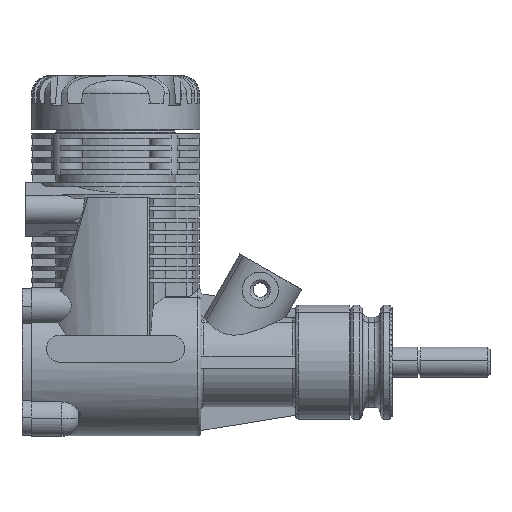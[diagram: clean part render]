
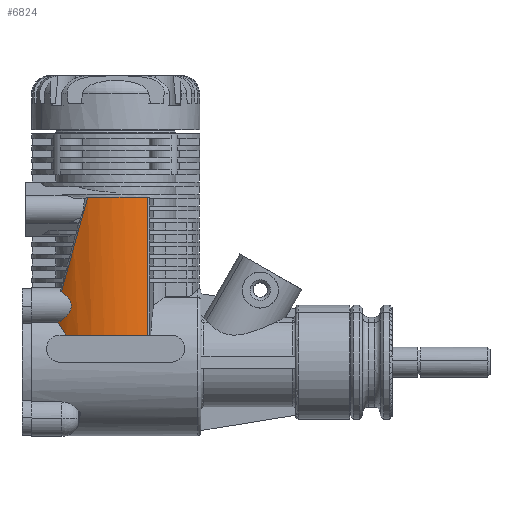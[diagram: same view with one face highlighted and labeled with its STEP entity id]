
A CAD part, front view. The second image highlights one B-rep face of the part: STEP entity #6824.
In plain terms, the highlighted cylindrical face has radius 14.1 mm (diameter 28.2 mm), a partial arc.
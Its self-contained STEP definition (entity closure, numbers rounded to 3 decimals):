
#845=CARTESIAN_POINT('Axis2P3D Location',(0.,0.,0.)) ;
#2082=CARTESIAN_POINT('Cartesian Point',(-8.306,-11.394,4.5)) ;
#2086=CARTESIAN_POINT('Control Point',(-8.306,-11.394,4.5)) ;
#2087=CARTESIAN_POINT('Control Point',(-8.72,-11.092,5.263)) ;
#2088=CARTESIAN_POINT('Control Point',(-9.177,-10.724,5.975)) ;
#2089=CARTESIAN_POINT('Control Point',(-9.637,-10.293,6.643)) ;
#2090=CARTESIAN_POINT('Cartesian Point',(-9.637,-10.293,6.643)) ;
#5564=CARTESIAN_POINT('Control Point',(-7.403,-12.,9.35)) ;
#5565=CARTESIAN_POINT('Control Point',(-7.403,-12.,9.158)) ;
#5566=CARTESIAN_POINT('Control Point',(-7.428,-11.985,8.966)) ;
#5567=CARTESIAN_POINT('Control Point',(-7.478,-11.954,8.78)) ;
#5568=CARTESIAN_POINT('Control Point',(-7.635,-11.855,8.375)) ;
#5569=CARTESIAN_POINT('Control Point',(-7.867,-11.703,8.023)) ;
#5570=CARTESIAN_POINT('Control Point',(-8.013,-11.604,7.84)) ;
#5571=CARTESIAN_POINT('Control Point',(-8.405,-11.328,7.418)) ;
#5572=CARTESIAN_POINT('Control Point',(-8.837,-10.995,7.084)) ;
#5573=CARTESIAN_POINT('Control Point',(-9.102,-10.777,6.91)) ;
#5574=CARTESIAN_POINT('Control Point',(-9.37,-10.542,6.762)) ;
#5575=CARTESIAN_POINT('Control Point',(-9.637,-10.293,6.643)) ;
#5576=CARTESIAN_POINT('Cartesian Point',(-7.403,-12.,9.35)) ;
#5580=CARTESIAN_POINT('Control Point',(-7.403,-12.,9.35)) ;
#5581=CARTESIAN_POINT('Control Point',(-7.403,-12.,9.542)) ;
#5582=CARTESIAN_POINT('Control Point',(-7.428,-11.985,9.734)) ;
#5583=CARTESIAN_POINT('Control Point',(-7.478,-11.954,9.92)) ;
#5584=CARTESIAN_POINT('Control Point',(-7.635,-11.855,10.325)) ;
#5585=CARTESIAN_POINT('Control Point',(-7.867,-11.703,10.677)) ;
#5586=CARTESIAN_POINT('Control Point',(-8.013,-11.604,10.86)) ;
#5587=CARTESIAN_POINT('Control Point',(-8.297,-11.404,11.166)) ;
#5588=CARTESIAN_POINT('Control Point',(-8.601,-11.175,11.425)) ;
#5589=CARTESIAN_POINT('Control Point',(-8.742,-11.065,11.534)) ;
#5590=CARTESIAN_POINT('Control Point',(-8.885,-10.95,11.635)) ;
#5591=CARTESIAN_POINT('Control Point',(-9.029,-10.83,11.727)) ;
#5592=CARTESIAN_POINT('Cartesian Point',(-9.029,-10.83,11.727)) ;
#6356=CARTESIAN_POINT('Cartesian Point',(5.364,-13.04,4.5)) ;
#6360=CARTESIAN_POINT('Control Point',(-8.306,-11.394,4.5)) ;
#6361=CARTESIAN_POINT('Control Point',(-7.266,-12.152,4.5)) ;
#6362=CARTESIAN_POINT('Control Point',(-6.139,-12.792,4.5)) ;
#6363=CARTESIAN_POINT('Control Point',(-4.943,-13.3,4.5)) ;
#6364=CARTESIAN_POINT('Control Point',(-2.457,-14.034,4.5)) ;
#6365=CARTESIAN_POINT('Control Point',(0.13,-14.188,4.5)) ;
#6366=CARTESIAN_POINT('Control Point',(1.428,-14.117,4.5)) ;
#6367=CARTESIAN_POINT('Control Point',(3.004,-13.847,4.5)) ;
#6368=CARTESIAN_POINT('Control Point',(4.518,-13.362,4.5)) ;
#6369=CARTESIAN_POINT('Control Point',(4.803,-13.262,4.5)) ;
#6370=CARTESIAN_POINT('Control Point',(5.085,-13.155,4.5)) ;
#6371=CARTESIAN_POINT('Control Point',(5.364,-13.04,4.5)) ;
#6794=CARTESIAN_POINT('Line Origine',(5.364,-13.04,0.)) ;
#6798=CARTESIAN_POINT('Cartesian Point',(5.364,-13.04,27.5)) ;
#6801=CARTESIAN_POINT('Axis2P3D Location',(0.,0.,27.5)) ;
#6805=CARTESIAN_POINT('Cartesian Point',(-4.647,-13.312,27.5)) ;
#6809=CARTESIAN_POINT('Control Point',(-9.029,-10.83,11.727)) ;
#6810=CARTESIAN_POINT('Control Point',(-7.948,-11.731,15.619)) ;
#6811=CARTESIAN_POINT('Control Point',(-6.853,-12.403,19.56)) ;
#6812=CARTESIAN_POINT('Control Point',(-5.75,-12.927,23.529)) ;
#6813=CARTESIAN_POINT('Control Point',(-4.647,-13.312,27.5)) ;
#846=DIRECTION('Axis2P3D Direction',(0.,0.,1.)) ;
#847=DIRECTION('Axis2P3D XDirection',(0.399,0.917,0.)) ;
#6795=DIRECTION('Vector Direction',(0.,0.,1.)) ;
#6802=DIRECTION('Axis2P3D Direction',(0.,0.,1.)) ;
#848=AXIS2_PLACEMENT_3D('Cylinder Axis2P3D',#845,#846,#847) ;
#6803=AXIS2_PLACEMENT_3D('Circle Axis2P3D',#6801,#6802,$) ;
#6816=ORIENTED_EDGE('Oriented Edge',*,*,#5594,.F.) ;
#6817=ORIENTED_EDGE('Oriented Edge',*,*,#5578,.T.) ;
#6818=ORIENTED_EDGE('Oriented Edge',*,*,#2092,.F.) ;
#6819=ORIENTED_EDGE('Oriented Edge',*,*,#6372,.T.) ;
#6820=ORIENTED_EDGE('Oriented Edge',*,*,#6800,.T.) ;
#6821=ORIENTED_EDGE('Oriented Edge',*,*,#6807,.F.) ;
#6822=ORIENTED_EDGE('Oriented Edge',*,*,#6814,.T.) ;
#6796=VECTOR('Line Direction',#6795,1.) ;
#6824=ADVANCED_FACE('Advanced Face',(#6823),#849,.T.) ;
#2085=B_SPLINE_CURVE_WITH_KNOTS('BSpline Curve',3,(#2086,#2087,#2088,#2089),.UNSPECIFIED.,.F.,.U.,(4,4),(0.,3.9),.UNSPECIFIED.) ;
#5563=B_SPLINE_CURVE_WITH_KNOTS('BSpline Curve',5,(#5564,#5565,#5566,#5567,#5568,#5569,#5570,#5571,#5572,#5573,#5574,#5575),.UNSPECIFIED.,.F.,.U.,(6,3,3,6),(0.,1.362,3.145,5.872),.UNSPECIFIED.) ;
#5579=B_SPLINE_CURVE_WITH_KNOTS('BSpline Curve',5,(#5580,#5581,#5582,#5583,#5584,#5585,#5586,#5587,#5588,#5589,#5590,#5591),.UNSPECIFIED.,.F.,.U.,(6,3,3,6),(0.,1.362,3.145,4.626),.UNSPECIFIED.) ;
#6359=B_SPLINE_CURVE_WITH_KNOTS('BSpline Curve',5,(#6360,#6361,#6362,#6363,#6364,#6365,#6366,#6367,#6368,#6369,#6370,#6371),.UNSPECIFIED.,.F.,.U.,(6,3,3,6),(0.,9.105,18.211,20.343),.UNSPECIFIED.) ;
#6808=B_SPLINE_CURVE_WITH_KNOTS('BSpline Curve',4,(#6809,#6810,#6811,#6812,#6813),.UNSPECIFIED.,.F.,.U.,(5,5),(0.,23.414),.UNSPECIFIED.) ;
#6804=CIRCLE('generated circle',#6803,14.1) ;
#849=CYLINDRICAL_SURFACE('generated cylinder',#848,14.1) ;
#2092=EDGE_CURVE('Edge Curve',#2083,#2091,#2085,.T.) ;
#5578=EDGE_CURVE('Edge Curve',#5577,#2091,#5563,.T.) ;
#5594=EDGE_CURVE('Edge Curve',#5577,#5593,#5579,.T.) ;
#6372=EDGE_CURVE('Edge Curve',#2083,#6357,#6359,.T.) ;
#6800=EDGE_CURVE('Edge Curve',#6357,#6799,#6797,.T.) ;
#6807=EDGE_CURVE('Edge Curve',#6806,#6799,#6804,.T.) ;
#6814=EDGE_CURVE('Edge Curve',#6806,#5593,#6808,.F.) ;
#6815=EDGE_LOOP('Oriented Loop',(#6816,#6817,#6818,#6819,#6820,#6821,#6822)) ;
#6823=FACE_OUTER_BOUND('Face Bound',#6815,.T.) ;
#6797=LINE('Line',#6794,#6796) ;
#2083=VERTEX_POINT('Vertex Point',#2082) ;
#2091=VERTEX_POINT('Vertex Point',#2090) ;
#5577=VERTEX_POINT('Vertex Point',#5576) ;
#5593=VERTEX_POINT('Vertex Point',#5592) ;
#6357=VERTEX_POINT('Vertex Point',#6356) ;
#6799=VERTEX_POINT('Vertex Point',#6798) ;
#6806=VERTEX_POINT('Vertex Point',#6805) ;
